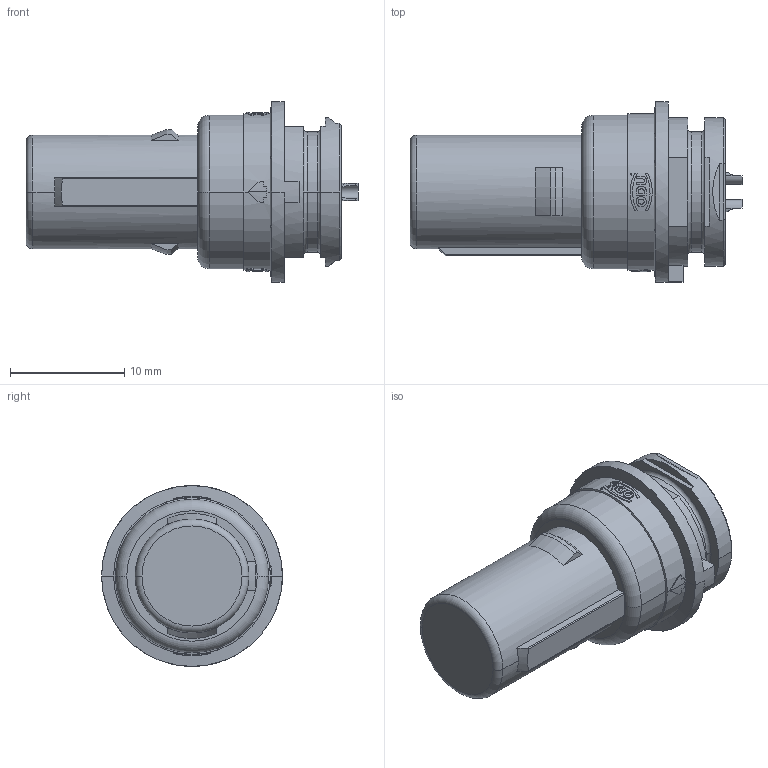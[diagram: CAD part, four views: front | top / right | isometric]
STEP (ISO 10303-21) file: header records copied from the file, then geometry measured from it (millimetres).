
FILE_DESCRIPTION((''),'2;1');
FILE_NAME('00028396_0_ASM','2020-10-08T13:22:51',('RTrager'),(''),'CREO PARAMETRIC BY PTC INC, 2018300','CREO PARAMETRIC BY PTC INC, 2018300','');
FILE_SCHEMA(('AP242_MANAGED_MODEL_BASED_3D_ENGINEERING_MIM_LF { 1 0 10303 442 1 1 4 }'));
Length unit declared in the file: millimetre
Products named in the file (4): 00027176_0_KODIERUNG_2POL_BEDRU_AF0; 00020210_AF0; 00020210_AF1; 00028396_0_ASM
Assembly tree (3 placements, depth 2):
  00028396_0_ASM
    00027176_0_KODIERUNG_2POL_BEDRU_AF0
    00020210_AF0
    00020210_AF1
Bounding box: 29 x 15.8 x 15.8 mm (x, y, z)
Volume: 2477.1 mm3; surface area: 2195.4 mm2
Topology: 3 solids, 3 shells, 233 faces, 555 edges, 360 vertices
Faces by surface type: plane 110, cylinder 82, cone 17, extrusion 16, torus 8
Entity records: 12166 total; most frequent: CARTESIAN_POINT 4870, ORIENTED_EDGE 1110, DIRECTION 1079, PRESENTATION_STYLE_ASSIGNMENT 559, STYLED_ITEM 558, CURVE_STYLE 555, EDGE_CURVE 555, AXIS2_PLACEMENT_3D 392
